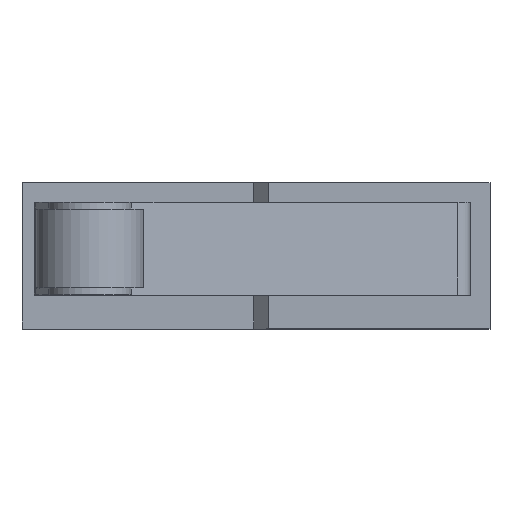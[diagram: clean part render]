
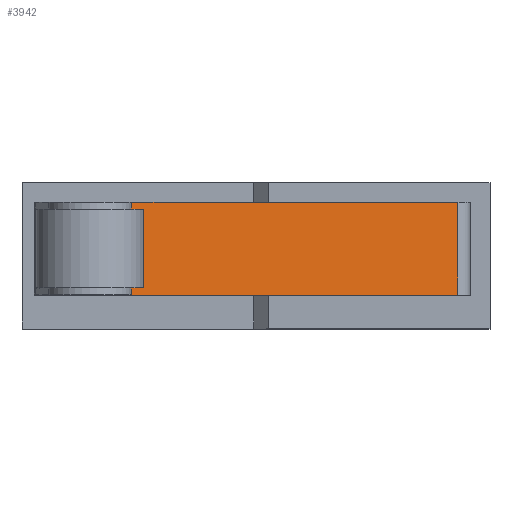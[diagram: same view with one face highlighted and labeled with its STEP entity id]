
A CAD part, top view. The second image highlights one B-rep face of the part: STEP entity #3942.
In plain terms, the highlighted planar face has unit normal (0.174, 0, 0.985).
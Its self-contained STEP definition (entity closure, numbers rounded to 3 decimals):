
#2179 = PLANE('',#2180);
#2180 = AXIS2_PLACEMENT_3D('',#2181,#2182,#2183);
#2181 = CARTESIAN_POINT('',(0.123,-1.7,13.11));
#2182 = DIRECTION('',(0.,-1.,0.));
#2183 = DIRECTION('',(0.,0.,-1.));
#2233 = PLANE('',#2234);
#2234 = AXIS2_PLACEMENT_3D('',#2235,#2236,#2237);
#2235 = CARTESIAN_POINT('',(0.123,2.3,13.11));
#2236 = DIRECTION('',(0.,-1.,0.));
#2237 = DIRECTION('',(0.,0.,-1.));
#3346 = VERTEX_POINT('',#3347);
#3347 = CARTESIAN_POINT('',(8.713,2.3,11.8));
#3362 = CYLINDRICAL_SURFACE('',#3363,0.65);
#3363 = AXIS2_PLACEMENT_3D('',#3364,#3365,#3366);
#3364 = CARTESIAN_POINT('',(8.6,-1.7,11.16));
#3365 = DIRECTION('',(0.,-1.,0.));
#3366 = DIRECTION('',(1.,0.,0.));
#3374 = EDGE_CURVE('',#3346,#3375,#3377,.T.);
#3375 = VERTEX_POINT('',#3376);
#3376 = CARTESIAN_POINT('',(-5.961,2.3,14.387));
#3377 = SURFACE_CURVE('',#3378,(#3382,#3389),.PCURVE_S1.);
#3378 = LINE('',#3379,#3380);
#3379 = CARTESIAN_POINT('',(8.713,2.3,11.8));
#3380 = VECTOR('',#3381,1.);
#3381 = DIRECTION('',(-0.985,0.,0.174)
  );
#3382 = PCURVE('',#2233,#3383);
#3383 = DEFINITIONAL_REPRESENTATION('',(#3384),#3388);
#3384 = LINE('',#3385,#3386);
#3385 = CARTESIAN_POINT('',(1.31,8.59));
#3386 = VECTOR('',#3387,1.);
#3387 = DIRECTION('',(-0.174,-0.985));
#3388 = ( GEOMETRIC_REPRESENTATION_CONTEXT(2) 
PARAMETRIC_REPRESENTATION_CONTEXT() REPRESENTATION_CONTEXT('2D SPACE',''
  ) );
#3389 = PCURVE('',#3390,#3395);
#3390 = PLANE('',#3391);
#3391 = AXIS2_PLACEMENT_3D('',#3392,#3393,#3394);
#3392 = CARTESIAN_POINT('',(8.713,-1.7,11.8));
#3393 = DIRECTION('',(0.174,0.,0.985)
  );
#3394 = DIRECTION('',(-0.985,0.,0.174)
  );
#3395 = DEFINITIONAL_REPRESENTATION('',(#3396),#3400);
#3396 = LINE('',#3397,#3398);
#3397 = CARTESIAN_POINT('',(0.,-4.));
#3398 = VECTOR('',#3399,1.);
#3399 = DIRECTION('',(1.,0.));
#3400 = ( GEOMETRIC_REPRESENTATION_CONTEXT(2) 
PARAMETRIC_REPRESENTATION_CONTEXT() REPRESENTATION_CONTEXT('2D SPACE',''
  ) );
#3446 = PLANE('',#3447);
#3447 = AXIS2_PLACEMENT_3D('',#3448,#3449,#3450);
#3448 = CARTESIAN_POINT('',(-9.506,-1.7,15.013));
#3449 = DIRECTION('',(-0.985,0.,0.174)
  );
#3450 = DIRECTION('',(-0.174,0.,
    -0.985));
#3564 = VERTEX_POINT('',#3565);
#3565 = CARTESIAN_POINT('',(8.713,-1.7,11.8));
#3587 = EDGE_CURVE('',#3564,#3588,#3590,.T.);
#3588 = VERTEX_POINT('',#3589);
#3589 = CARTESIAN_POINT('',(-5.961,-1.7,14.387));
#3590 = SURFACE_CURVE('',#3591,(#3595,#3602),.PCURVE_S1.);
#3591 = LINE('',#3592,#3593);
#3592 = CARTESIAN_POINT('',(8.713,-1.7,11.8));
#3593 = VECTOR('',#3594,1.);
#3594 = DIRECTION('',(-0.985,0.,0.174)
  );
#3595 = PCURVE('',#2179,#3596);
#3596 = DEFINITIONAL_REPRESENTATION('',(#3597),#3601);
#3597 = LINE('',#3598,#3599);
#3598 = CARTESIAN_POINT('',(1.31,8.59));
#3599 = VECTOR('',#3600,1.);
#3600 = DIRECTION('',(-0.174,-0.985));
#3601 = ( GEOMETRIC_REPRESENTATION_CONTEXT(2) 
PARAMETRIC_REPRESENTATION_CONTEXT() REPRESENTATION_CONTEXT('2D SPACE',''
  ) );
#3602 = PCURVE('',#3390,#3603);
#3603 = DEFINITIONAL_REPRESENTATION('',(#3604),#3608);
#3604 = LINE('',#3605,#3606);
#3605 = CARTESIAN_POINT('',(0.,0.));
#3606 = VECTOR('',#3607,1.);
#3607 = DIRECTION('',(1.,0.));
#3608 = ( GEOMETRIC_REPRESENTATION_CONTEXT(2) 
PARAMETRIC_REPRESENTATION_CONTEXT() REPRESENTATION_CONTEXT('2D SPACE',''
  ) );
#3921 = EDGE_CURVE('',#3564,#3346,#3922,.T.);
#3922 = SURFACE_CURVE('',#3923,(#3927,#3934),.PCURVE_S1.);
#3923 = LINE('',#3924,#3925);
#3924 = CARTESIAN_POINT('',(8.713,-1.7,11.8));
#3925 = VECTOR('',#3926,1.);
#3926 = DIRECTION('',(0.,1.,0.));
#3927 = PCURVE('',#3362,#3928);
#3928 = DEFINITIONAL_REPRESENTATION('',(#3929),#3933);
#3929 = LINE('',#3930,#3931);
#3930 = CARTESIAN_POINT('',(1.396,0.));
#3931 = VECTOR('',#3932,1.);
#3932 = DIRECTION('',(0.,-1.));
#3933 = ( GEOMETRIC_REPRESENTATION_CONTEXT(2) 
PARAMETRIC_REPRESENTATION_CONTEXT() REPRESENTATION_CONTEXT('2D SPACE',''
  ) );
#3934 = PCURVE('',#3390,#3935);
#3935 = DEFINITIONAL_REPRESENTATION('',(#3936),#3940);
#3936 = LINE('',#3937,#3938);
#3937 = CARTESIAN_POINT('',(0.,0.));
#3938 = VECTOR('',#3939,1.);
#3939 = DIRECTION('',(0.,-1.));
#3940 = ( GEOMETRIC_REPRESENTATION_CONTEXT(2) 
PARAMETRIC_REPRESENTATION_CONTEXT() REPRESENTATION_CONTEXT('2D SPACE',''
  ) );
#3942 = ADVANCED_FACE('',(#3943),#3390,.T.);
#3943 = FACE_BOUND('',#3944,.T.);
#3944 = EDGE_LOOP('',(#3945,#3946,#3947,#3948,#3976,#4004,#4027,#4055));
#3945 = ORIENTED_EDGE('',*,*,#3587,.F.);
#3946 = ORIENTED_EDGE('',*,*,#3921,.T.);
#3947 = ORIENTED_EDGE('',*,*,#3374,.T.);
#3948 = ORIENTED_EDGE('',*,*,#3949,.T.);
#3949 = EDGE_CURVE('',#3375,#3950,#3952,.T.);
#3950 = VERTEX_POINT('',#3951);
#3951 = CARTESIAN_POINT('',(-5.961,2.,14.387));
#3952 = SURFACE_CURVE('',#3953,(#3957,#3964),.PCURVE_S1.);
#3953 = LINE('',#3954,#3955);
#3954 = CARTESIAN_POINT('',(-5.961,2.3,14.387));
#3955 = VECTOR('',#3956,1.);
#3956 = DIRECTION('',(0.,-1.,0.));
#3957 = PCURVE('',#3390,#3958);
#3958 = DEFINITIONAL_REPRESENTATION('',(#3959),#3963);
#3959 = LINE('',#3960,#3961);
#3960 = CARTESIAN_POINT('',(14.9,-4.));
#3961 = VECTOR('',#3962,1.);
#3962 = DIRECTION('',(0.,1.));
#3963 = ( GEOMETRIC_REPRESENTATION_CONTEXT(2) 
PARAMETRIC_REPRESENTATION_CONTEXT() REPRESENTATION_CONTEXT('2D SPACE',''
  ) );
#3964 = PCURVE('',#3965,#3970);
#3965 = PLANE('',#3966);
#3966 = AXIS2_PLACEMENT_3D('',#3967,#3968,#3969);
#3967 = CARTESIAN_POINT('',(-5.961,2.3,14.387));
#3968 = DIRECTION('',(0.985,0.,-0.174
    ));
#3969 = DIRECTION('',(0.,-1.,0.));
#3970 = DEFINITIONAL_REPRESENTATION('',(#3971),#3975);
#3971 = LINE('',#3972,#3973);
#3972 = CARTESIAN_POINT('',(0.,-0.));
#3973 = VECTOR('',#3974,1.);
#3974 = DIRECTION('',(1.,0.));
#3975 = ( GEOMETRIC_REPRESENTATION_CONTEXT(2) 
PARAMETRIC_REPRESENTATION_CONTEXT() REPRESENTATION_CONTEXT('2D SPACE',''
  ) );
#3976 = ORIENTED_EDGE('',*,*,#3977,.T.);
#3977 = EDGE_CURVE('',#3950,#3978,#3980,.T.);
#3978 = VERTEX_POINT('',#3979);
#3979 = CARTESIAN_POINT('',(-9.506,2.,15.013));
#3980 = SURFACE_CURVE('',#3981,(#3985,#3992),.PCURVE_S1.);
#3981 = LINE('',#3982,#3983);
#3982 = CARTESIAN_POINT('',(-5.961,2.,14.387));
#3983 = VECTOR('',#3984,1.);
#3984 = DIRECTION('',(-0.985,0.,0.174)
  );
#3985 = PCURVE('',#3390,#3986);
#3986 = DEFINITIONAL_REPRESENTATION('',(#3987),#3991);
#3987 = LINE('',#3988,#3989);
#3988 = CARTESIAN_POINT('',(14.9,-3.7));
#3989 = VECTOR('',#3990,1.);
#3990 = DIRECTION('',(1.,0.));
#3991 = ( GEOMETRIC_REPRESENTATION_CONTEXT(2) 
PARAMETRIC_REPRESENTATION_CONTEXT() REPRESENTATION_CONTEXT('2D SPACE',''
  ) );
#3992 = PCURVE('',#3993,#3998);
#3993 = PLANE('',#3994);
#3994 = AXIS2_PLACEMENT_3D('',#3995,#3996,#3997);
#3995 = CARTESIAN_POINT('',(-5.961,2.,14.387));
#3996 = DIRECTION('',(0.,-1.,0.));
#3997 = DIRECTION('',(-0.985,0.,0.174)
  );
#3998 = DEFINITIONAL_REPRESENTATION('',(#3999),#4003);
#3999 = LINE('',#4000,#4001);
#4000 = CARTESIAN_POINT('',(0.,-0.));
#4001 = VECTOR('',#4002,1.);
#4002 = DIRECTION('',(1.,0.));
#4003 = ( GEOMETRIC_REPRESENTATION_CONTEXT(2) 
PARAMETRIC_REPRESENTATION_CONTEXT() REPRESENTATION_CONTEXT('2D SPACE',''
  ) );
#4004 = ORIENTED_EDGE('',*,*,#4005,.F.);
#4005 = EDGE_CURVE('',#4006,#3978,#4008,.T.);
#4006 = VERTEX_POINT('',#4007);
#4007 = CARTESIAN_POINT('',(-9.506,-1.4,15.013));
#4008 = SURFACE_CURVE('',#4009,(#4013,#4020),.PCURVE_S1.);
#4009 = LINE('',#4010,#4011);
#4010 = CARTESIAN_POINT('',(-9.506,-1.7,15.013));
#4011 = VECTOR('',#4012,1.);
#4012 = DIRECTION('',(0.,1.,0.));
#4013 = PCURVE('',#3390,#4014);
#4014 = DEFINITIONAL_REPRESENTATION('',(#4015),#4019);
#4015 = LINE('',#4016,#4017);
#4016 = CARTESIAN_POINT('',(18.5,0.));
#4017 = VECTOR('',#4018,1.);
#4018 = DIRECTION('',(0.,-1.));
#4019 = ( GEOMETRIC_REPRESENTATION_CONTEXT(2) 
PARAMETRIC_REPRESENTATION_CONTEXT() REPRESENTATION_CONTEXT('2D SPACE',''
  ) );
#4020 = PCURVE('',#3446,#4021);
#4021 = DEFINITIONAL_REPRESENTATION('',(#4022),#4026);
#4022 = LINE('',#4023,#4024);
#4023 = CARTESIAN_POINT('',(-0.,0.));
#4024 = VECTOR('',#4025,1.);
#4025 = DIRECTION('',(0.,-1.));
#4026 = ( GEOMETRIC_REPRESENTATION_CONTEXT(2) 
PARAMETRIC_REPRESENTATION_CONTEXT() REPRESENTATION_CONTEXT('2D SPACE',''
  ) );
#4027 = ORIENTED_EDGE('',*,*,#4028,.F.);
#4028 = EDGE_CURVE('',#4029,#4006,#4031,.T.);
#4029 = VERTEX_POINT('',#4030);
#4030 = CARTESIAN_POINT('',(-5.961,-1.4,14.387));
#4031 = SURFACE_CURVE('',#4032,(#4036,#4043),.PCURVE_S1.);
#4032 = LINE('',#4033,#4034);
#4033 = CARTESIAN_POINT('',(-5.961,-1.4,14.387));
#4034 = VECTOR('',#4035,1.);
#4035 = DIRECTION('',(-0.985,0.,0.174)
  );
#4036 = PCURVE('',#3390,#4037);
#4037 = DEFINITIONAL_REPRESENTATION('',(#4038),#4042);
#4038 = LINE('',#4039,#4040);
#4039 = CARTESIAN_POINT('',(14.9,-0.3));
#4040 = VECTOR('',#4041,1.);
#4041 = DIRECTION('',(1.,0.));
#4042 = ( GEOMETRIC_REPRESENTATION_CONTEXT(2) 
PARAMETRIC_REPRESENTATION_CONTEXT() REPRESENTATION_CONTEXT('2D SPACE',''
  ) );
#4043 = PCURVE('',#4044,#4049);
#4044 = PLANE('',#4045);
#4045 = AXIS2_PLACEMENT_3D('',#4046,#4047,#4048);
#4046 = CARTESIAN_POINT('',(-5.961,-1.4,14.387));
#4047 = DIRECTION('',(0.,-1.,0.));
#4048 = DIRECTION('',(-0.985,0.,0.174)
  );
#4049 = DEFINITIONAL_REPRESENTATION('',(#4050),#4054);
#4050 = LINE('',#4051,#4052);
#4051 = CARTESIAN_POINT('',(0.,-0.));
#4052 = VECTOR('',#4053,1.);
#4053 = DIRECTION('',(1.,0.));
#4054 = ( GEOMETRIC_REPRESENTATION_CONTEXT(2) 
PARAMETRIC_REPRESENTATION_CONTEXT() REPRESENTATION_CONTEXT('2D SPACE',''
  ) );
#4055 = ORIENTED_EDGE('',*,*,#4056,.F.);
#4056 = EDGE_CURVE('',#3588,#4029,#4057,.T.);
#4057 = SURFACE_CURVE('',#4058,(#4062,#4069),.PCURVE_S1.);
#4058 = LINE('',#4059,#4060);
#4059 = CARTESIAN_POINT('',(-5.961,-1.7,14.387));
#4060 = VECTOR('',#4061,1.);
#4061 = DIRECTION('',(0.,1.,0.));
#4062 = PCURVE('',#3390,#4063);
#4063 = DEFINITIONAL_REPRESENTATION('',(#4064),#4068);
#4064 = LINE('',#4065,#4066);
#4065 = CARTESIAN_POINT('',(14.9,0.));
#4066 = VECTOR('',#4067,1.);
#4067 = DIRECTION('',(0.,-1.));
#4068 = ( GEOMETRIC_REPRESENTATION_CONTEXT(2) 
PARAMETRIC_REPRESENTATION_CONTEXT() REPRESENTATION_CONTEXT('2D SPACE',''
  ) );
#4069 = PCURVE('',#4070,#4075);
#4070 = PLANE('',#4071);
#4071 = AXIS2_PLACEMENT_3D('',#4072,#4073,#4074);
#4072 = CARTESIAN_POINT('',(-5.961,-1.7,14.387));
#4073 = DIRECTION('',(-0.985,0.,0.174)
  );
#4074 = DIRECTION('',(0.,1.,0.));
#4075 = DEFINITIONAL_REPRESENTATION('',(#4076),#4080);
#4076 = LINE('',#4077,#4078);
#4077 = CARTESIAN_POINT('',(0.,-0.));
#4078 = VECTOR('',#4079,1.);
#4079 = DIRECTION('',(1.,0.));
#4080 = ( GEOMETRIC_REPRESENTATION_CONTEXT(2) 
PARAMETRIC_REPRESENTATION_CONTEXT() REPRESENTATION_CONTEXT('2D SPACE',''
  ) );
